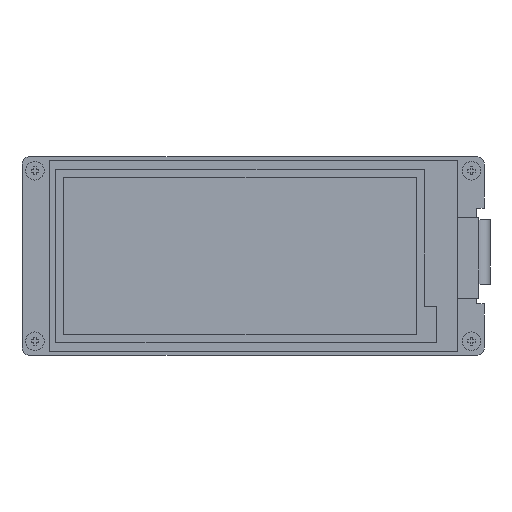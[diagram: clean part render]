
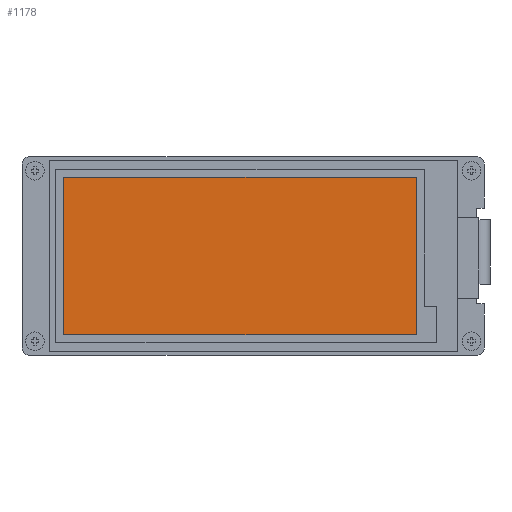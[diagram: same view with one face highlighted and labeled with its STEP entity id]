
A CAD part, top view. The second image highlights one B-rep face of the part: STEP entity #1178.
In plain terms, the highlighted planar face has unit normal (0, 0, 1).
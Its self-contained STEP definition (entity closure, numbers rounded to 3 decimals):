
#48 = ORIENTED_EDGE ( 'NONE', *, *, #2578, .T. ) ;
#288 = VECTOR ( 'NONE', #1049, 1000. ) ;
#329 = LINE ( 'NONE', #1467, #2822 ) ;
#663 = DIRECTION ( 'NONE',  ( -1., 0., 0. ) ) ;
#745 = CARTESIAN_POINT ( 'NONE',  ( -36.7, -15.25, 3.08 ) ) ;
#1022 = LINE ( 'NONE', #5315, #288 ) ;
#1049 = DIRECTION ( 'NONE',  ( 0., 1., 0. ) ) ;
#1058 = CARTESIAN_POINT ( 'NONE',  ( -36.7, 15.25, 3.08 ) ) ;
#1178 = ADVANCED_FACE ( 'NONE', ( #1647 ), #2928, .T. ) ;
#1271 = DIRECTION ( 'NONE',  ( 1., 0., 0. ) ) ;
#1341 = EDGE_CURVE ( 'NONE', #4914, #3348, #1022, .T. ) ;
#1467 = CARTESIAN_POINT ( 'NONE',  ( -36.7, -15.25, 3.08 ) ) ;
#1647 = FACE_OUTER_BOUND ( 'NONE', #4298, .T. ) ;
#2206 = CARTESIAN_POINT ( 'NONE',  ( -36.7, 15.25, 3.08 ) ) ;
#2555 = VERTEX_POINT ( 'NONE', #745 ) ;
#2578 = EDGE_CURVE ( 'NONE', #3348, #5302, #2755, .T. ) ;
#2640 = ORIENTED_EDGE ( 'NONE', *, *, #1341, .T. ) ;
#2755 = LINE ( 'NONE', #4446, #4055 ) ;
#2800 = DIRECTION ( 'NONE',  ( 1., 0., 0. ) ) ;
#2822 = VECTOR ( 'NONE', #2800, 1000. ) ;
#2928 = PLANE ( 'NONE',  #4690 ) ;
#3001 = CARTESIAN_POINT ( 'NONE',  ( 31.6, -15.25, 3.08 ) ) ;
#3348 = VERTEX_POINT ( 'NONE', #5319 ) ;
#3685 = DIRECTION ( 'NONE',  ( 0., -1., 0. ) ) ;
#3786 = ORIENTED_EDGE ( 'NONE', *, *, #3897, .T. ) ;
#3897 = EDGE_CURVE ( 'NONE', #2555, #4914, #329, .T. ) ;
#3975 = EDGE_CURVE ( 'NONE', #5302, #2555, #4888, .T. ) ;
#4055 = VECTOR ( 'NONE', #663, 1000. ) ;
#4298 = EDGE_LOOP ( 'NONE', ( #48, #4700, #3786, #2640 ) ) ;
#4330 = VECTOR ( 'NONE', #3685, 1000. ) ;
#4446 = CARTESIAN_POINT ( 'NONE',  ( 31.6, 15.25, 3.08 ) ) ;
#4622 = CARTESIAN_POINT ( 'NONE',  ( 0., 0., 3.08 ) ) ;
#4690 = AXIS2_PLACEMENT_3D ( 'NONE', #4622, #5064, #1271 ) ;
#4700 = ORIENTED_EDGE ( 'NONE', *, *, #3975, .T. ) ;
#4888 = LINE ( 'NONE', #1058, #4330 ) ;
#4914 = VERTEX_POINT ( 'NONE', #3001 ) ;
#5064 = DIRECTION ( 'NONE',  ( 0., 0., 1. ) ) ;
#5302 = VERTEX_POINT ( 'NONE', #2206 ) ;
#5315 = CARTESIAN_POINT ( 'NONE',  ( 31.6, 15.25, 3.08 ) ) ;
#5319 = CARTESIAN_POINT ( 'NONE',  ( 31.6, 15.25, 3.08 ) ) ;
